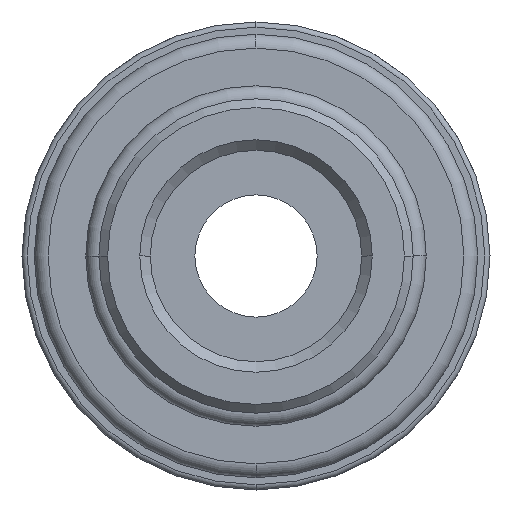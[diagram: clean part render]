
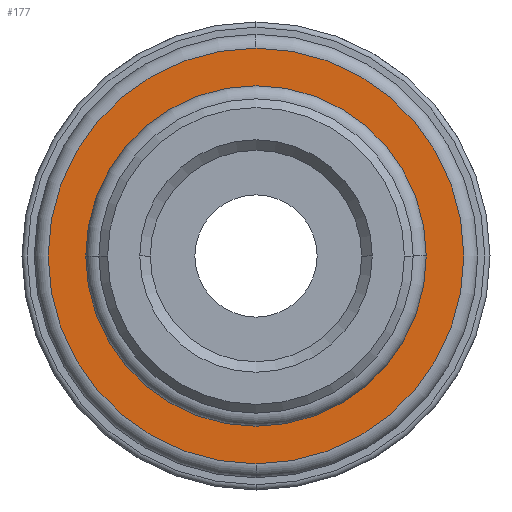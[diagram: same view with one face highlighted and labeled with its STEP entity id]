
A CAD part, front view. The second image highlights one B-rep face of the part: STEP entity #177.
In plain terms, the highlighted planar face has unit normal (0, -1, 0).
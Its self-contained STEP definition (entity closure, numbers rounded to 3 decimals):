
#177=ADVANCED_FACE('',(#425,#426),#427,.T.);
#425=FACE_BOUND('',#760,.T.);
#426=FACE_OUTER_BOUND('',#761,.T.);
#427=PLANE('',#762);
#760=EDGE_LOOP('',(#1231,#1232,#1233));
#761=EDGE_LOOP('',(#1234,#1235,#1236));
#762=AXIS2_PLACEMENT_3D('',#1237,#1238,#1239);
#1231=ORIENTED_EDGE('',*,*,#2084,.T.);
#1232=ORIENTED_EDGE('',*,*,#2024,.T.);
#1233=ORIENTED_EDGE('',*,*,#2085,.T.);
#1234=ORIENTED_EDGE('',*,*,#2074,.F.);
#1235=ORIENTED_EDGE('',*,*,#2073,.F.);
#1236=ORIENTED_EDGE('',*,*,#2086,.F.);
#1237=CARTESIAN_POINT('',(10.45,2.5,0.0));
#1238=DIRECTION('',(-0.0,-1.0,-0.0));
#1239=DIRECTION('',(-1.0,0.0,0.0));
#2024=EDGE_CURVE('',#2453,#2457,#2459,.T.);
#2073=EDGE_CURVE('',#2534,#2537,#2538,.T.);
#2074=EDGE_CURVE('',#2537,#2539,#2540,.T.);
#2084=EDGE_CURVE('',#2556,#2453,#2557,.T.);
#2085=EDGE_CURVE('',#2457,#2556,#2558,.T.);
#2086=EDGE_CURVE('',#2539,#2534,#2559,.T.);
#2453=VERTEX_POINT('',#3205);
#2457=VERTEX_POINT('',#3209);
#2459=CIRCLE('',#3211,9.75);
#2534=VERTEX_POINT('',#3408);
#2537=VERTEX_POINT('',#3411);
#2538=CIRCLE('',#3412,11.9);
#2539=VERTEX_POINT('',#3413);
#2540=CIRCLE('',#3414,11.9);
#2556=VERTEX_POINT('',#3430);
#2557=CIRCLE('',#3431,9.75);
#2558=CIRCLE('',#3432,9.75);
#2559=CIRCLE('',#3433,11.9);
#3205=CARTESIAN_POINT('',(9.75,2.5,0.));
#3209=CARTESIAN_POINT('',(-9.75,2.5,0.));
#3211=AXIS2_PLACEMENT_3D('',#3999,#4000,#4001);
#3408=CARTESIAN_POINT('',(0.,2.5,11.9));
#3411=CARTESIAN_POINT('',(11.9,2.5,0.0));
#3412=AXIS2_PLACEMENT_3D('',#4059,#4060,#4061);
#3413=CARTESIAN_POINT('',(0.,2.5,-11.9));
#3414=AXIS2_PLACEMENT_3D('',#4062,#4063,#4064);
#3430=CARTESIAN_POINT('',(0.,2.5,9.75));
#3431=AXIS2_PLACEMENT_3D('',#4086,#4087,#4088);
#3432=AXIS2_PLACEMENT_3D('',#4089,#4090,#4091);
#3433=AXIS2_PLACEMENT_3D('',#4092,#4093,#4094);
#3999=CARTESIAN_POINT('',(0.0,2.5,0.0));
#4000=DIRECTION('',(0.0,1.0,0.0));
#4001=DIRECTION('',(0.0,0.0,-1.0));
#4059=CARTESIAN_POINT('',(0.0,2.5,0.0));
#4060=DIRECTION('',(-0.0,1.0,0.0));
#4061=DIRECTION('',(1.0,0.0,0.0));
#4062=CARTESIAN_POINT('',(0.0,2.5,0.0));
#4063=DIRECTION('',(-0.0,1.0,0.0));
#4064=DIRECTION('',(1.0,0.0,0.0));
#4086=CARTESIAN_POINT('',(0.0,2.5,0.0));
#4087=DIRECTION('',(0.0,1.0,0.0));
#4088=DIRECTION('',(0.0,0.0,-1.0));
#4089=CARTESIAN_POINT('',(0.0,2.5,0.0));
#4090=DIRECTION('',(0.0,1.0,0.0));
#4091=DIRECTION('',(0.0,0.0,-1.0));
#4092=CARTESIAN_POINT('',(0.0,2.5,0.0));
#4093=DIRECTION('',(-0.0,1.0,0.0));
#4094=DIRECTION('',(1.0,0.0,0.0));
